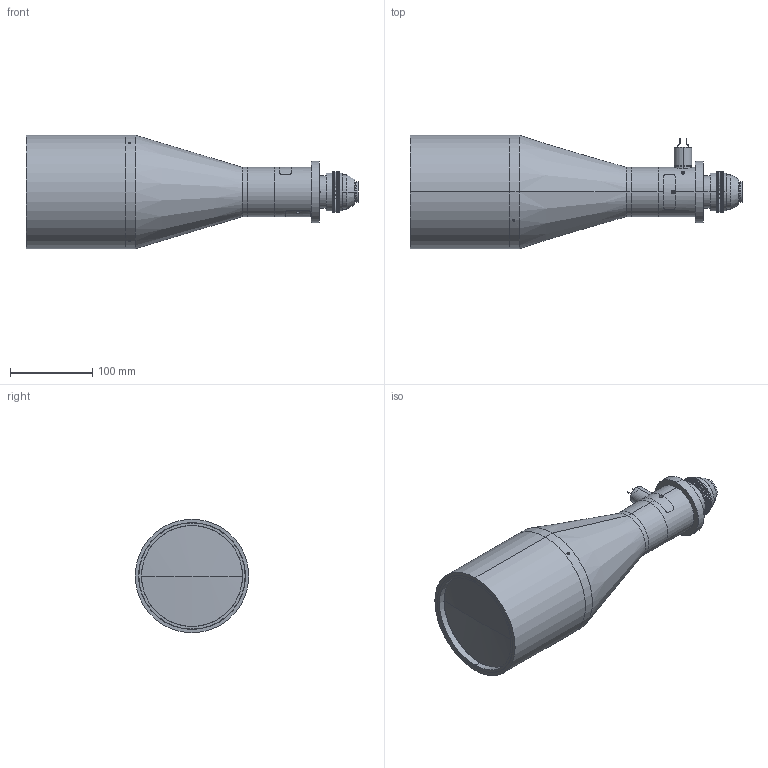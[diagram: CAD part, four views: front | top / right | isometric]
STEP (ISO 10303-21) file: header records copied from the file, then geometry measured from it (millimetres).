
FILE_DESCRIPTION (( 'STEP AP203' ), '1' );
FILE_NAME ('S5LPL1522_LED_01.STEP', '2022-03-03T06:25:20', ( '' ), ( '' ), 'SwSTEP 2.0', 'SolidWorks 2021', '' );
FILE_SCHEMA (( 'CONFIG_CONTROL_DESIGN' ));
Length unit declared in the file: millimetre
Products named in the file (39): S0DIF1363; 053710; 438201; 134301; 134317; S5MEC0010_R„ndel; DIN 912 M2 x 4 --- 4N_DIN 912 M2 x 4 --- 4N; 438205; 438204; O-Ring 15x1; S5LAO1520_078; DIN 912 M2 x 10 --- 10N_DIN 912 M2 x 10 --- 10N; 438208; 163401; S5LDX1520_078; 518004; 097108; S5LPL1522_LED_01; 134316; 111307; 134330; 518001; 239407; 438207; S5FIL0201; S5LED0011; 134319; Anschlußkabel 300 mm^134301; _DIN 913 - M3 x 3-N; DIN 914 - M3 x 4-N_DIN 914 - M3 x 4-N; S5LAO1172; S5ELE1365; 518002; 111310; 198609; 518003; S5LMN1172; 111311; 134318
Assembly tree (42 placements, depth 4):
  S5LPL1522_LED_01
    S5LAO1520_078
      S5LDX1520_078
    097108
    111307
    111310
    111311
    198609
    239407
    163401
      134301
        134317
        134319
        134330
        S5ELE1365
        S5LED0011
        Anschlußkabel 300 mm^134301  x2
      134316
      134318
      053710
      S5FIL0201
      S0DIF1363
    438201
      S5LAO1172
        S5LMN1172
      438204
      438205
      438207
      438208
      S5MEC0010_R„ndel
    518001
      518002
      518003
      518004
      O-Ring 15x1
      DIN 912 M2 x 10 --- 10N_DIN 912 M2 x 10 --- 10N
      DIN 912 M2 x 4 --- 4N_DIN 912 M2 x 4 --- 4N  x2
      DIN 914 - M3 x 4-N_DIN 914 - M3 x 4-N
    _DIN 913 - M3 x 3-N  x3
Bounding box: 403.75 x 138 x 138 mm (x, y, z)
Volume: 1058356.1 mm3; surface area: 355736.6 mm2
Topology: 36 solids, 36 shells, 1379 faces, 3453 edges, 2191 vertices
Faces by surface type: plane 590, cylinder 510, cone 156, torus 114, sphere 9
Entity records: 44747 total; most frequent: CARTESIAN_POINT 7925, DIRECTION 7246, ORIENTED_EDGE 6566, EDGE_CURVE 3283, AXIS2_PLACEMENT_3D 2692, VERTEX_POINT 2097, VECTOR 1862, LINE 1862
